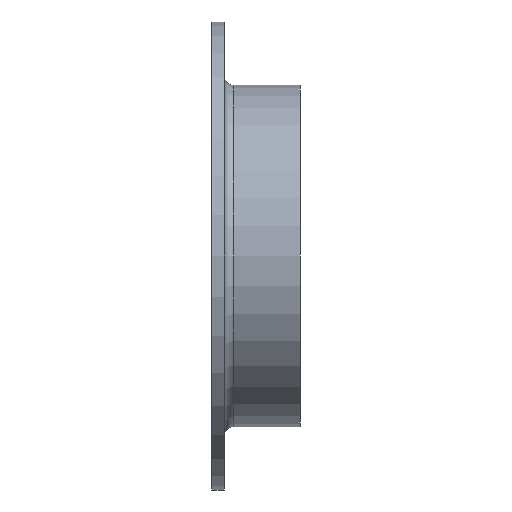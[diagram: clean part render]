
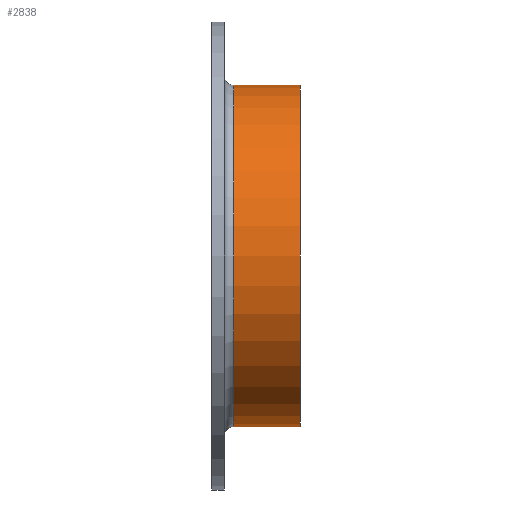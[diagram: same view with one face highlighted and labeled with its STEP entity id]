
A CAD part, front view. The second image highlights one B-rep face of the part: STEP entity #2838.
In plain terms, the highlighted cylindrical face has radius 54 mm (diameter 108 mm), a full revolution.
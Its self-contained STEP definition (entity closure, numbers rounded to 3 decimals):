
#407 = DIRECTION ( 'NONE',  ( -1., 0., 0. ) ) ;
#778 = CARTESIAN_POINT ( 'NONE',  ( 7., 0., 54. ) ) ;
#1522 = CARTESIAN_POINT ( 'NONE',  ( 7., 0., 0. ) ) ;
#2005 = CARTESIAN_POINT ( 'NONE',  ( 28., 0., 0. ) ) ;
#2435 = EDGE_CURVE ( 'NONE', #5936, #5936, #12999, .T. ) ;
#2838 = ADVANCED_FACE ( 'NONE', ( #15903, #8574 ), #6143, .T. ) ;
#2882 = DIRECTION ( 'NONE',  ( 0., 0., 1. ) ) ;
#3068 = EDGE_CURVE ( 'NONE', #13189, #13189, #12500, .T. ) ;
#4337 = CARTESIAN_POINT ( 'NONE',  ( 0., 0., 0. ) ) ;
#5936 = VERTEX_POINT ( 'NONE', #778 ) ;
#6143 = CYLINDRICAL_SURFACE ( 'NONE', #12229, 54. ) ;
#7089 = ORIENTED_EDGE ( 'NONE', *, *, #3068, .T. ) ;
#7302 = EDGE_LOOP ( 'NONE', ( #7089 ) ) ;
#7760 = DIRECTION ( 'NONE',  ( 0., 0., 1. ) ) ;
#8574 = FACE_OUTER_BOUND ( 'NONE', #7302, .T. ) ;
#9160 = AXIS2_PLACEMENT_3D ( 'NONE', #2005, #13232, #10671 ) ;
#10671 = DIRECTION ( 'NONE',  ( 0., 0., 1. ) ) ;
#11458 = ORIENTED_EDGE ( 'NONE', *, *, #2435, .T. ) ;
#11462 = AXIS2_PLACEMENT_3D ( 'NONE', #1522, #12522, #7760 ) ;
#12229 = AXIS2_PLACEMENT_3D ( 'NONE', #4337, #407, #2882 ) ;
#12314 = EDGE_LOOP ( 'NONE', ( #11458 ) ) ;
#12500 = CIRCLE ( 'NONE', #9160, 54. ) ;
#12522 = DIRECTION ( 'NONE',  ( 1., 0., 0. ) ) ;
#12999 = CIRCLE ( 'NONE', #11462, 54. ) ;
#13044 = CARTESIAN_POINT ( 'NONE',  ( 28., 0., 54. ) ) ;
#13189 = VERTEX_POINT ( 'NONE', #13044 ) ;
#13232 = DIRECTION ( 'NONE',  ( -1., 0., 0. ) ) ;
#15903 = FACE_OUTER_BOUND ( 'NONE', #12314, .T. ) ;
